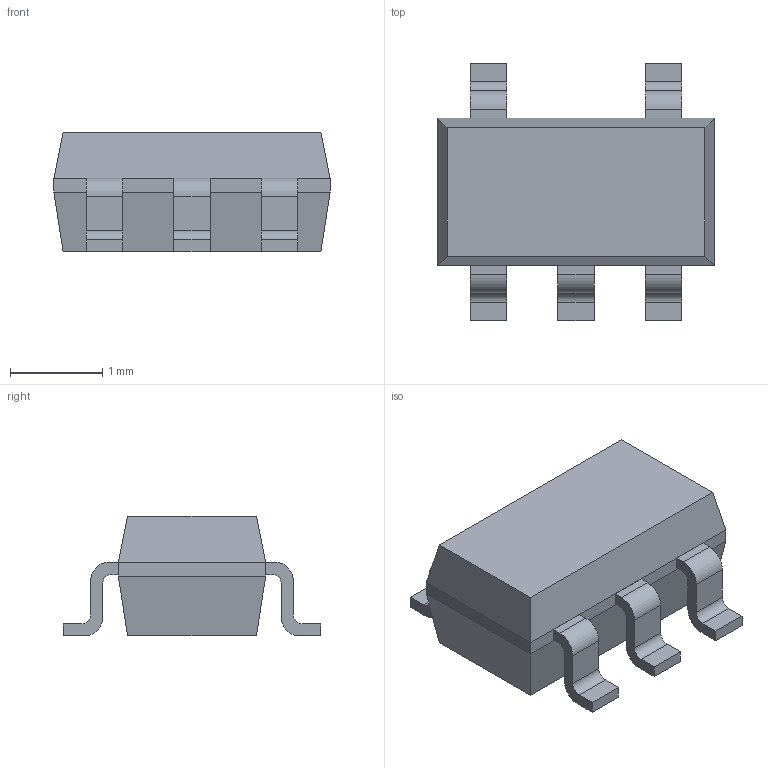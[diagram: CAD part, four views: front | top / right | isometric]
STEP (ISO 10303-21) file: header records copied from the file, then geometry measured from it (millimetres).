
FILE_DESCRIPTION(('FreeCAD Model'),'2;1');
FILE_NAME('sot23-5.stp', '2015-11-29T21:10:35',('Author'),(''), 'Open CASCADE STEP processor 6.7','FreeCAD','Unknown');
FILE_SCHEMA(('AUTOMOTIVE_DESIGN_CC2 { 1 2 10303 214 -1 1 5 4 }'));
Length unit declared in the file: millimetre
Products named in the file (4): ASSEMBLY; Chamfer; Array; Array001
Assembly tree (3 placements, depth 2):
  ASSEMBLY
    Chamfer
    Array
    Array001
Bounding box: 3 x 2.8 x 1.3 mm (x, y, z)
Volume: 6 mm3; surface area: 26.1 mm2
Topology: 6 solids, 6 shells, 84 faces, 208 edges, 136 vertices
Faces by surface type: plane 64, cylinder 20
Entity records: 5339 total; most frequent: CARTESIAN_POINT 956, DIRECTION 822, LINE 544, VECTOR 544, ORIENTED_EDGE 416, PCURVE 416, DEFINITIONAL_REPRESENTATION 416, EDGE_CURVE 208
